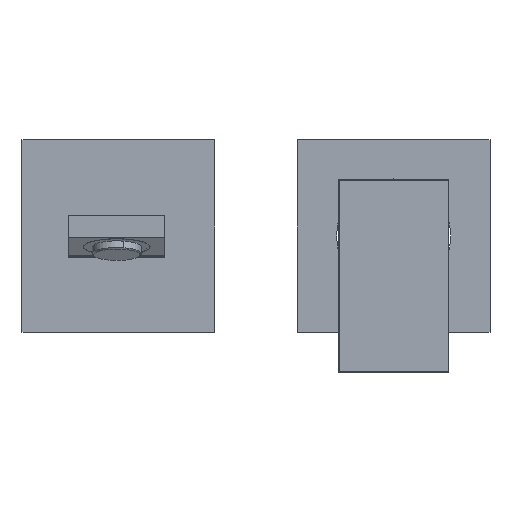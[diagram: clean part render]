
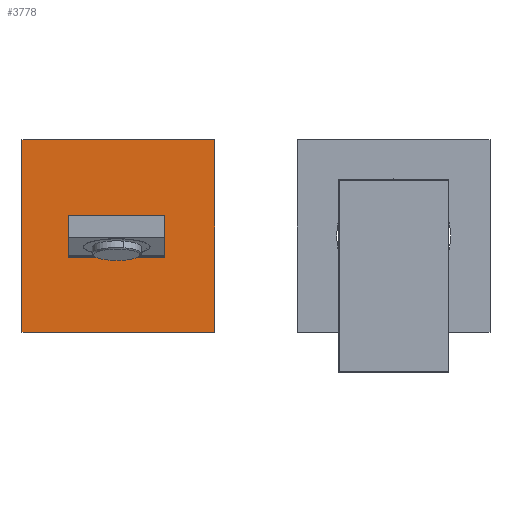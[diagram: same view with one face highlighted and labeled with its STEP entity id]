
A CAD part, top view. The second image highlights one B-rep face of the part: STEP entity #3778.
In plain terms, the highlighted planar face has unit normal (0, 0, 1).
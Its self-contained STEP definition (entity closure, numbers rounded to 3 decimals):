
#173 = EDGE_CURVE ( 'NONE', #2349, #900, #2340, .T. ) ;
#266 = EDGE_CURVE ( 'NONE', #4650, #1757, #5189, .T. ) ;
#312 = ORIENTED_EDGE ( 'NONE', *, *, #266, .F. ) ;
#330 = DIRECTION ( 'NONE',  ( -1., 0., 0. ) ) ;
#392 = CARTESIAN_POINT ( 'NONE',  ( -35., 35., 4. ) ) ;
#408 = DIRECTION ( 'NONE',  ( 0., -1., 0. ) ) ;
#438 = CARTESIAN_POINT ( 'NONE',  ( 0., 0., 4. ) ) ;
#452 = FACE_BOUND ( 'NONE', #3158, .T. ) ;
#455 = CARTESIAN_POINT ( 'NONE',  ( 35., -35., 4. ) ) ;
#749 = CARTESIAN_POINT ( 'NONE',  ( -35., -35., 4. ) ) ;
#843 = CARTESIAN_POINT ( 'NONE',  ( -5.5, 0., 4. ) ) ;
#900 = VERTEX_POINT ( 'NONE', #5768 ) ;
#923 = VECTOR ( 'NONE', #1273, 1000. ) ;
#1009 = VECTOR ( 'NONE', #330, 1000. ) ;
#1273 = DIRECTION ( 'NONE',  ( 1., 0., 0. ) ) ;
#1309 = AXIS2_PLACEMENT_3D ( 'NONE', #438, #3221, #3676 ) ;
#1374 = CARTESIAN_POINT ( 'NONE',  ( 0., 0., 4. ) ) ;
#1383 = CARTESIAN_POINT ( 'NONE',  ( 5.5, 0., 4. ) ) ;
#1524 = ORIENTED_EDGE ( 'NONE', *, *, #3040, .T. ) ;
#1592 = CIRCLE ( 'NONE', #5782, 5.5 ) ;
#1757 = VERTEX_POINT ( 'NONE', #843 ) ;
#1793 = EDGE_CURVE ( 'NONE', #900, #5184, #4509, .T. ) ;
#1874 = CARTESIAN_POINT ( 'NONE',  ( -35., -35., 4. ) ) ;
#1893 = LINE ( 'NONE', #455, #1938 ) ;
#1919 = DIRECTION ( 'NONE',  ( 1., 0., 0. ) ) ;
#1938 = VECTOR ( 'NONE', #4188, 1000. ) ;
#1949 = CARTESIAN_POINT ( 'NONE',  ( 35., 35., 4. ) ) ;
#2264 = FACE_OUTER_BOUND ( 'NONE', #5901, .T. ) ;
#2291 = CARTESIAN_POINT ( 'NONE',  ( 0., 0., 4. ) ) ;
#2320 = DIRECTION ( 'NONE',  ( 0., 0., -1. ) ) ;
#2340 = LINE ( 'NONE', #1874, #3130 ) ;
#2349 = VERTEX_POINT ( 'NONE', #3315 ) ;
#2562 = AXIS2_PLACEMENT_3D ( 'NONE', #1374, #2320, #3721 ) ;
#3040 = EDGE_CURVE ( 'NONE', #5184, #3068, #1893, .T. ) ;
#3068 = VERTEX_POINT ( 'NONE', #1949 ) ;
#3112 = LINE ( 'NONE', #392, #1009 ) ;
#3130 = VECTOR ( 'NONE', #408, 1000. ) ;
#3158 = EDGE_LOOP ( 'NONE', ( #3261, #312 ) ) ;
#3221 = DIRECTION ( 'NONE',  ( 0., 0., 1. ) ) ;
#3228 = CARTESIAN_POINT ( 'NONE',  ( 35., -35., 4. ) ) ;
#3261 = ORIENTED_EDGE ( 'NONE', *, *, #3698, .F. ) ;
#3315 = CARTESIAN_POINT ( 'NONE',  ( -35., 35., 4. ) ) ;
#3323 = PLANE ( 'NONE',  #2562 ) ;
#3676 = DIRECTION ( 'NONE',  ( 1., 0., 0. ) ) ;
#3698 = EDGE_CURVE ( 'NONE', #1757, #4650, #1592, .T. ) ;
#3721 = DIRECTION ( 'NONE',  ( 0., -1., 0. ) ) ;
#3778 = ADVANCED_FACE ( 'NONE', ( #452, #2264 ), #3323, .F. ) ;
#4114 = ORIENTED_EDGE ( 'NONE', *, *, #1793, .T. ) ;
#4185 = DIRECTION ( 'NONE',  ( 0., 0., 1. ) ) ;
#4188 = DIRECTION ( 'NONE',  ( 0., 1., 0. ) ) ;
#4320 = ORIENTED_EDGE ( 'NONE', *, *, #5060, .T. ) ;
#4509 = LINE ( 'NONE', #749, #923 ) ;
#4650 = VERTEX_POINT ( 'NONE', #1383 ) ;
#4868 = ORIENTED_EDGE ( 'NONE', *, *, #173, .T. ) ;
#5060 = EDGE_CURVE ( 'NONE', #3068, #2349, #3112, .T. ) ;
#5184 = VERTEX_POINT ( 'NONE', #3228 ) ;
#5189 = CIRCLE ( 'NONE', #1309, 5.5 ) ;
#5768 = CARTESIAN_POINT ( 'NONE',  ( -35., -35., 4. ) ) ;
#5782 = AXIS2_PLACEMENT_3D ( 'NONE', #2291, #4185, #1919 ) ;
#5901 = EDGE_LOOP ( 'NONE', ( #1524, #4320, #4868, #4114 ) ) ;
